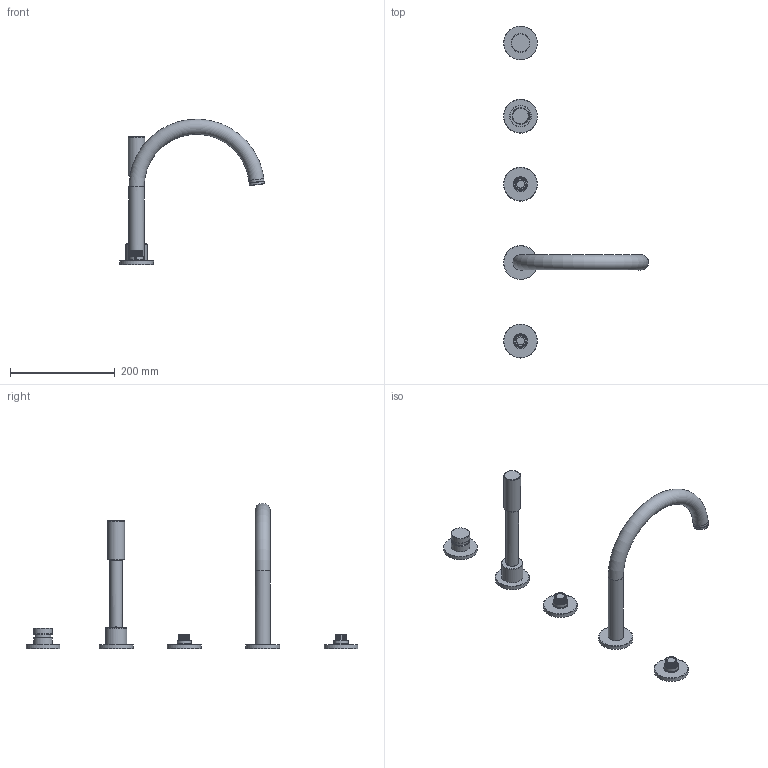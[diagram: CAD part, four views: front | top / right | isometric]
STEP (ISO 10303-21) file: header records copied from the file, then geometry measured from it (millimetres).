
FILE_DESCRIPTION(/* description */ ('Unknown'),/* implementation_level */ '2;1');
FILE_NAME(/* name */ '25224000',/* time_stamp */ '2022-09-27T18:39:22+02:00',/* author */ ('Unknown'),/* organization */ ('GROHE AG'),/* preprocessor_version */ 'ST-DEVELOPER v16.7',/* originating_system */ 'DEX',/* authorisation */ $);
FILE_SCHEMA (('AUTOMOTIVE_DESIGN {1 0 10303 214 3 1 1}'));
Length unit declared in the file: millimetre
Products named in the file (7): 25224000; id11; 11; 401178038_HUELSE_ZIE_DECORATIVE_01429649_0_3; 401183038_HUELSE_SLEEVE_01429654_0_3; 401199038_ROSETTE_ROSETTE_01430357; BREP_7
Assembly tree (6 placements, depth 2):
  25224000
    id11
    11
    401178038_HUELSE_ZIE_DECORATIVE_01429649_0_3
    401183038_HUELSE_SLEEVE_01429654_0_3
    401199038_ROSETTE_ROSETTE_01430357
    BREP_7
Bounding box: 277.21 x 635 x 278.32 mm (x, y, z)
Volume: 51080.1 mm3; surface area: 126140.9 mm2
Topology: 2 solids, 67 shells, 308 faces, 878 edges, 596 vertices
Faces by surface type: plane 157, cylinder 73, bspline 46, torus 24, cone 8
Full cylindrical faces by diameter (mm): 0.9 x2, 2.5 x45, 24 x1, 25 x2, 27 x2, 29 x3, 31.5 x1, 32 x1, 35 x1, 35.5 x1, 41 x1, 65 x3
Entity records: 16109 total; most frequent: CARTESIAN_POINT 8774, ORIENTED_EDGE 1073, DIRECTION 1056, EDGE_CURVE 700, VERTEX_POINT 564, EDGE_LOOP 508, FACE_BOUND 508, AXIS2_PLACEMENT_3D 354
